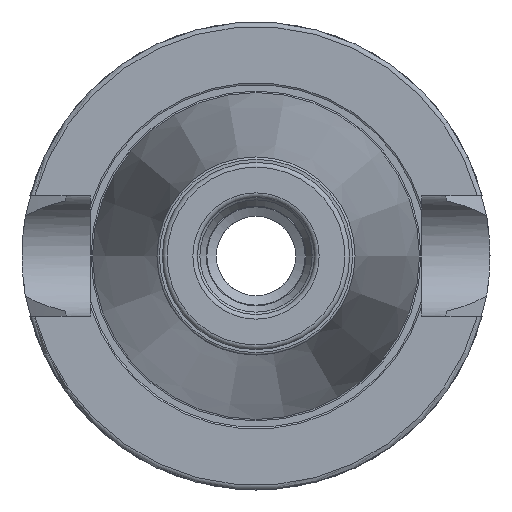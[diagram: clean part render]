
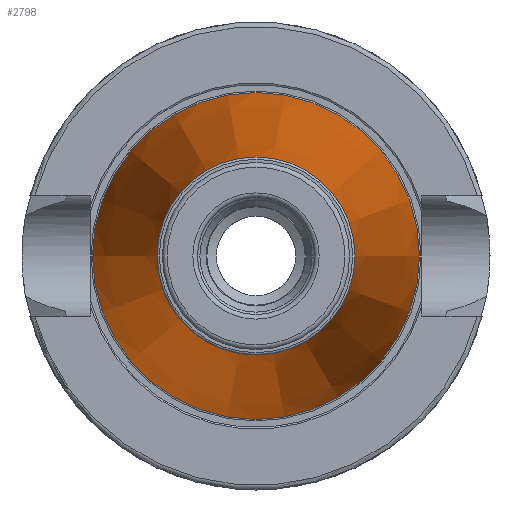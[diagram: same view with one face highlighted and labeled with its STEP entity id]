
A CAD part, left-side view. The second image highlights one B-rep face of the part: STEP entity #2798.
In plain terms, the highlighted conical face has half-angle 8.297 degrees and reference radius 28.044 mm.
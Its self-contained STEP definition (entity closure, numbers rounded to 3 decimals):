
#2764=CARTESIAN_POINT('',(-94.372,21.162,0.0));
#2765=VERTEX_POINT('',#2764);
#2766=CARTESIAN_POINT('',(-94.372,0.0,0.0));
#2767=DIRECTION('',(1.0,0.0,0.0));
#2768=DIRECTION('',(0.0,1.0,0.0));
#2769=AXIS2_PLACEMENT_3D('',#2766,#2767,#2768);
#2770=CIRCLE('',#2769,21.162);
#2771=EDGE_CURVE('',#2765,#2765,#2770,.T.);
#2779=CARTESIAN_POINT('',(-47.186,0.0,0.0));
#2780=DIRECTION('',(1.0,0.0,0.0));
#2781=DIRECTION('',(0.0,1.0,0.0));
#2782=AXIS2_PLACEMENT_3D('',#2779,#2780,#2781);
#2783=CONICAL_SURFACE('',#2782,28.044,8.297);
#2784=CARTESIAN_POINT('',(0.0,34.925,0.0));
#2785=VERTEX_POINT('',#2784);
#2786=CARTESIAN_POINT('',(0.0,0.0,0.0));
#2787=DIRECTION('',(1.0,0.0,0.0));
#2788=DIRECTION('',(0.0,1.0,0.0));
#2789=AXIS2_PLACEMENT_3D('',#2786,#2787,#2788);
#2790=CIRCLE('',#2789,34.925);
#2791=EDGE_CURVE('',#2785,#2785,#2790,.T.);
#2792=ORIENTED_EDGE('',*,*,#2791,.F.);
#2793=EDGE_LOOP('',(#2792));
#2794=FACE_OUTER_BOUND('',#2793,.T.);
#2795=ORIENTED_EDGE('',*,*,#2771,.T.);
#2796=EDGE_LOOP('',(#2795));
#2797=FACE_BOUND('',#2796,.T.);
#2798=ADVANCED_FACE('',(#2794,#2797),#2783,.T.);
